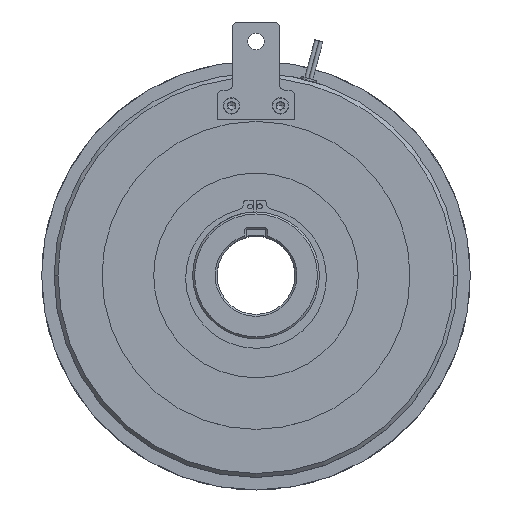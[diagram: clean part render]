
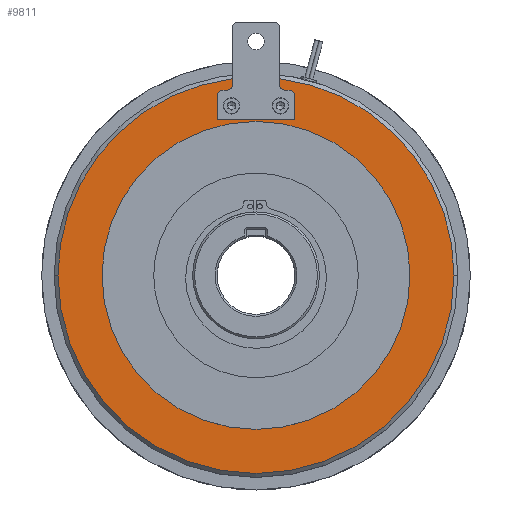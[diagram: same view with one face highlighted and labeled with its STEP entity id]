
A CAD part, top view. The second image highlights one B-rep face of the part: STEP entity #9811.
In plain terms, the highlighted planar face has unit normal (0, 0, 1).
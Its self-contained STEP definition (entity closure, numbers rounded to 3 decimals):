
#9607 = VERTEX_POINT ( 'NONE', #54179 ) ;
#9609 = EDGE_CURVE ( 'NONE', #9610, #9607, #54299, .T. ) ;
#9610 = VERTEX_POINT ( 'NONE', #54292 ) ;
#9663 = EDGE_CURVE ( 'NONE', #9664, #9665, #16629, .T. ) ;
#9664 = VERTEX_POINT ( 'NONE', #16624 ) ;
#9665 = VERTEX_POINT ( 'NONE', #16623 ) ;
#9704 = EDGE_CURVE ( 'NONE', #9756, #9757, #16666, .T. ) ;
#9732 = EDGE_LOOP ( 'NONE', ( #9733, #9734 ) ) ;
#9733 = ORIENTED_EDGE ( 'NONE', *, *, #9704, .F. ) ;
#9734 = ORIENTED_EDGE ( 'NONE', *, *, #9735, .F. ) ;
#9735 = EDGE_CURVE ( 'NONE', #9757, #9756, #16731, .T. ) ;
#9736 = EDGE_LOOP ( 'NONE', ( #9737, #9738, #9748, #9749, #9752, #9755, #9816, #9819, #9822, #9825, #9744, #9747, #9789, #9783 ) ) ;
#9737 = ORIENTED_EDGE ( 'NONE', *, *, #9609, .T. ) ;
#9738 = ORIENTED_EDGE ( 'NONE', *, *, #9739, .T. ) ;
#9739 = EDGE_CURVE ( 'NONE', #9607, #9664, #16726, .T. ) ;
#9744 = ORIENTED_EDGE ( 'NONE', *, *, #9745, .F. ) ;
#9745 = EDGE_CURVE ( 'NONE', #9746, #9827, #16777, .T. ) ;
#9746 = VERTEX_POINT ( 'NONE', #16772 ) ;
#9747 = ORIENTED_EDGE ( 'NONE', *, *, #9787, .F. ) ;
#9748 = ORIENTED_EDGE ( 'NONE', *, *, #9663, .T. ) ;
#9749 = ORIENTED_EDGE ( 'NONE', *, *, #9750, .F. ) ;
#9750 = EDGE_CURVE ( 'NONE', #9751, #9665, #16771, .T. ) ;
#9751 = VERTEX_POINT ( 'NONE', #16767 ) ;
#9752 = ORIENTED_EDGE ( 'NONE', *, *, #9753, .F. ) ;
#9753 = EDGE_CURVE ( 'NONE', #9754, #9751, #16766, .T. ) ;
#9754 = VERTEX_POINT ( 'NONE', #16761 ) ;
#9755 = ORIENTED_EDGE ( 'NONE', *, *, #9814, .F. ) ;
#9756 = VERTEX_POINT ( 'NONE', #16760 ) ;
#9757 = VERTEX_POINT ( 'NONE', #16759 ) ;
#9783 = ORIENTED_EDGE ( 'NONE', *, *, #9784, .F. ) ;
#9784 = EDGE_CURVE ( 'NONE', #9610, #9791, #16822, .T. ) ;
#9787 = EDGE_CURVE ( 'NONE', #9788, #9746, #16879, .T. ) ;
#9788 = VERTEX_POINT ( 'NONE', #16875 ) ;
#9789 = ORIENTED_EDGE ( 'NONE', *, *, #9790, .F. ) ;
#9790 = EDGE_CURVE ( 'NONE', #9791, #9788, #16874, .T. ) ;
#9791 = VERTEX_POINT ( 'NONE', #16869 ) ;
#9811 = ADVANCED_FACE ( 'NONE', ( #16897, #16896 ), #16895, .T. ) ;
#9814 = EDGE_CURVE ( 'NONE', #9815, #9754, #16946, .T. ) ;
#9815 = VERTEX_POINT ( 'NONE', #16942 ) ;
#9816 = ORIENTED_EDGE ( 'NONE', *, *, #9817, .F. ) ;
#9817 = EDGE_CURVE ( 'NONE', #9818, #9815, #16941, .T. ) ;
#9818 = VERTEX_POINT ( 'NONE', #16936 ) ;
#9819 = ORIENTED_EDGE ( 'NONE', *, *, #9820, .F. ) ;
#9820 = EDGE_CURVE ( 'NONE', #9821, #9818, #16935, .T. ) ;
#9821 = VERTEX_POINT ( 'NONE', #16931 ) ;
#9822 = ORIENTED_EDGE ( 'NONE', *, *, #9823, .F. ) ;
#9823 = EDGE_CURVE ( 'NONE', #9824, #9821, #16930, .T. ) ;
#9824 = VERTEX_POINT ( 'NONE', #16926 ) ;
#9825 = ORIENTED_EDGE ( 'NONE', *, *, #9826, .F. ) ;
#9826 = EDGE_CURVE ( 'NONE', #9827, #9824, #16925, .T. ) ;
#9827 = VERTEX_POINT ( 'NONE', #16921 ) ;
#16623 = CARTESIAN_POINT ( 'NONE',  ( 12., 100.889, 37. ) ) ;
#16624 = CARTESIAN_POINT ( 'NONE',  ( 101.6, 0., 37. ) ) ;
#16625 = DIRECTION ( 'NONE',  ( 1., 0., 0. ) ) ;
#16626 = DIRECTION ( 'NONE',  ( 0., 0., 1. ) ) ;
#16627 = CARTESIAN_POINT ( 'NONE',  ( 0., 0., 37. ) ) ;
#16628 = AXIS2_PLACEMENT_3D ( 'NONE', #16627, #16626, #16625 ) ;
#16629 = CIRCLE ( 'NONE', #16628, 101.6 ) ;
#16662 = DIRECTION ( 'NONE',  ( 1., 0., 0. ) ) ;
#16663 = DIRECTION ( 'NONE',  ( 0., 0., 1. ) ) ;
#16664 = CARTESIAN_POINT ( 'NONE',  ( 0., 0., 37. ) ) ;
#16665 = AXIS2_PLACEMENT_3D ( 'NONE', #16664, #16663, #16662 ) ;
#16666 = CIRCLE ( 'NONE', #16665, 79. ) ;
#16722 = DIRECTION ( 'NONE',  ( 1., 0., 0. ) ) ;
#16723 = DIRECTION ( 'NONE',  ( 0., 0., 1. ) ) ;
#16724 = CARTESIAN_POINT ( 'NONE',  ( 0., 0., 37. ) ) ;
#16725 = AXIS2_PLACEMENT_3D ( 'NONE', #16724, #16723, #16722 ) ;
#16726 = CIRCLE ( 'NONE', #16725, 101.6 ) ;
#16727 = DIRECTION ( 'NONE',  ( 1., 0., 0. ) ) ;
#16728 = DIRECTION ( 'NONE',  ( 0., 0., 1. ) ) ;
#16729 = CARTESIAN_POINT ( 'NONE',  ( 0., 0., 37. ) ) ;
#16730 = AXIS2_PLACEMENT_3D ( 'NONE', #16729, #16728, #16727 ) ;
#16731 = CIRCLE ( 'NONE', #16730, 79. ) ;
#16759 = CARTESIAN_POINT ( 'NONE',  ( -79., 0., 37. ) ) ;
#16760 = CARTESIAN_POINT ( 'NONE',  ( 79., 0., 37. ) ) ;
#16761 = CARTESIAN_POINT ( 'NONE',  ( 15., 95., 37. ) ) ;
#16762 = DIRECTION ( 'NONE',  ( -1., 0., 0. ) ) ;
#16763 = DIRECTION ( 'NONE',  ( 0., 0., -1. ) ) ;
#16764 = CARTESIAN_POINT ( 'NONE',  ( 15., 98., 37. ) ) ;
#16765 = AXIS2_PLACEMENT_3D ( 'NONE', #16764, #16763, #16762 ) ;
#16766 = CIRCLE ( 'NONE', #16765, 3. ) ;
#16767 = CARTESIAN_POINT ( 'NONE',  ( 12., 98., 37. ) ) ;
#16768 = DIRECTION ( 'NONE',  ( 0., 1., 0. ) ) ;
#16769 = VECTOR ( 'NONE', #16768, 1000. ) ;
#16770 = CARTESIAN_POINT ( 'NONE',  ( 12., 127., 37. ) ) ;
#16771 = LINE ( 'NONE', #16770, #16769 ) ;
#16772 = CARTESIAN_POINT ( 'NONE',  ( -17., 95., 37. ) ) ;
#16773 = DIRECTION ( 'NONE',  ( -1., 0., 0. ) ) ;
#16774 = DIRECTION ( 'NONE',  ( 0., 0., 1. ) ) ;
#16775 = CARTESIAN_POINT ( 'NONE',  ( -17., 92., 37. ) ) ;
#16776 = AXIS2_PLACEMENT_3D ( 'NONE', #16775, #16774, #16773 ) ;
#16777 = CIRCLE ( 'NONE', #16776, 3. ) ;
#16819 = DIRECTION ( 'NONE',  ( 0., -1., 0. ) ) ;
#16820 = VECTOR ( 'NONE', #16819, 1000. ) ;
#16821 = CARTESIAN_POINT ( 'NONE',  ( -12., 127., 37. ) ) ;
#16822 = LINE ( 'NONE', #16821, #16820 ) ;
#16869 = CARTESIAN_POINT ( 'NONE',  ( -12., 98., 37. ) ) ;
#16870 = DIRECTION ( 'NONE',  ( -1., 0., 0. ) ) ;
#16871 = DIRECTION ( 'NONE',  ( 0., 0., -1. ) ) ;
#16872 = CARTESIAN_POINT ( 'NONE',  ( -15., 98., 37. ) ) ;
#16873 = AXIS2_PLACEMENT_3D ( 'NONE', #16872, #16871, #16870 ) ;
#16874 = CIRCLE ( 'NONE', #16873, 3. ) ;
#16875 = CARTESIAN_POINT ( 'NONE',  ( -15., 95., 37. ) ) ;
#16876 = DIRECTION ( 'NONE',  ( -1., 0., 0. ) ) ;
#16877 = VECTOR ( 'NONE', #16876, 1000. ) ;
#16878 = CARTESIAN_POINT ( 'NONE',  ( -17., 95., 37. ) ) ;
#16879 = LINE ( 'NONE', #16878, #16877 ) ;
#16891 = DIRECTION ( 'NONE',  ( 1., 0., 0. ) ) ;
#16892 = DIRECTION ( 'NONE',  ( 0., 0., 1. ) ) ;
#16893 = CARTESIAN_POINT ( 'NONE',  ( 0., 0., 37. ) ) ;
#16894 = AXIS2_PLACEMENT_3D ( 'NONE', #16893, #16892, #16891 ) ;
#16895 = PLANE ( 'NONE',  #16894 ) ;
#16896 = FACE_OUTER_BOUND ( 'NONE', #9736, .T. ) ;
#16897 = FACE_BOUND ( 'NONE', #9732, .T. ) ;
#16921 = CARTESIAN_POINT ( 'NONE',  ( -20., 92., 37. ) ) ;
#16922 = DIRECTION ( 'NONE',  ( 0., -1., 0. ) ) ;
#16923 = VECTOR ( 'NONE', #16922, 1000. ) ;
#16924 = CARTESIAN_POINT ( 'NONE',  ( -20., 92., 37. ) ) ;
#16925 = LINE ( 'NONE', #16924, #16923 ) ;
#16926 = CARTESIAN_POINT ( 'NONE',  ( -20., 80., 37. ) ) ;
#16927 = DIRECTION ( 'NONE',  ( 1., 0., 0. ) ) ;
#16928 = VECTOR ( 'NONE', #16927, 1000. ) ;
#16929 = CARTESIAN_POINT ( 'NONE',  ( -20., 80., 37. ) ) ;
#16930 = LINE ( 'NONE', #16929, #16928 ) ;
#16931 = CARTESIAN_POINT ( 'NONE',  ( 20., 80., 37. ) ) ;
#16932 = DIRECTION ( 'NONE',  ( 0., 1., 0. ) ) ;
#16933 = VECTOR ( 'NONE', #16932, 1000. ) ;
#16934 = CARTESIAN_POINT ( 'NONE',  ( 20., 92., 37. ) ) ;
#16935 = LINE ( 'NONE', #16934, #16933 ) ;
#16936 = CARTESIAN_POINT ( 'NONE',  ( 20., 92., 37. ) ) ;
#16937 = DIRECTION ( 'NONE',  ( 1., 0., 0. ) ) ;
#16938 = DIRECTION ( 'NONE',  ( 0., 0., 1. ) ) ;
#16939 = CARTESIAN_POINT ( 'NONE',  ( 17., 92., 37. ) ) ;
#16940 = AXIS2_PLACEMENT_3D ( 'NONE', #16939, #16938, #16937 ) ;
#16941 = CIRCLE ( 'NONE', #16940, 3. ) ;
#16942 = CARTESIAN_POINT ( 'NONE',  ( 17., 95., 37. ) ) ;
#16943 = DIRECTION ( 'NONE',  ( -1., 0., 0. ) ) ;
#16944 = VECTOR ( 'NONE', #16943, 1000. ) ;
#16945 = CARTESIAN_POINT ( 'NONE',  ( 15., 95., 37. ) ) ;
#16946 = LINE ( 'NONE', #16945, #16944 ) ;
#54179 = CARTESIAN_POINT ( 'NONE',  ( -101.6, 0., 37. ) ) ;
#54292 = CARTESIAN_POINT ( 'NONE',  ( -12., 100.889, 37. ) ) ;
#54294 = DIRECTION ( 'NONE',  ( 1., 0., 0. ) ) ;
#54296 = DIRECTION ( 'NONE',  ( 0., 0., 1. ) ) ;
#54297 = CARTESIAN_POINT ( 'NONE',  ( 0., 0., 37. ) ) ;
#54298 = AXIS2_PLACEMENT_3D ( 'NONE', #54297, #54296, #54294 ) ;
#54299 = CIRCLE ( 'NONE', #54298, 101.6 ) ;
